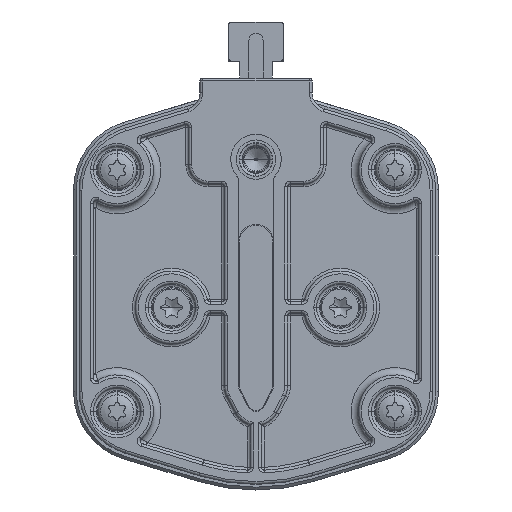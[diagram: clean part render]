
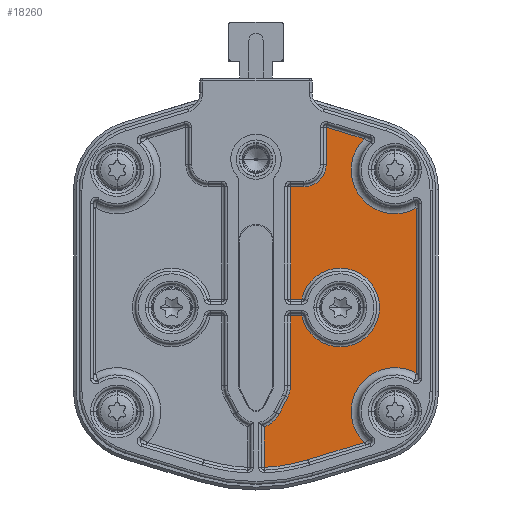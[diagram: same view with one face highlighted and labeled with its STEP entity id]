
A CAD part, front view. The second image highlights one B-rep face of the part: STEP entity #18260.
In plain terms, the highlighted face is planar.
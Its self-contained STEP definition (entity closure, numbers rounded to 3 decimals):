
#10192=CARTESIAN_POINT('',(19.263,-27.043,2.9));
#10213=CARTESIAN_POINT('',(24.75,-21.5,2.9));
#10214=DIRECTION('',(0.,0.,-1.));
#10215=DIRECTION('',(-0.703,-0.711,0.));
#10216=AXIS2_PLACEMENT_3D('',#10213,#10214,#10215);
#10296=DIRECTION('',(-0.956,-0.293,0.));
#10297=VECTOR('',#10296,10.495);
#10298=CARTESIAN_POINT('',(19.263,-27.043,2.9));
#10299=LINE('',#10298,#10297);
#10303=CARTESIAN_POINT('',(0.,0.,2.9));
#10304=DIRECTION('',(0.,0.,-1.));
#10305=DIRECTION('',(0.293,-0.956,0.));
#10306=AXIS2_PLACEMENT_3D('',#10303,#10304,#10305);
#10311=DIRECTION('',(0.,1.,0.));
#10312=VECTOR('',#10311,7.216);
#10313=CARTESIAN_POINT('',(1.5,-31.464,2.9));
#10314=LINE('',#10313,#10312);
#10318=CARTESIAN_POINT('',(0.,-19.9,2.9));
#10319=DIRECTION('',(0.,0.,1.));
#10320=DIRECTION('',(0.326,-0.945,0.));
#10321=AXIS2_PLACEMENT_3D('',#10318,#10319,#10320);
#10326=DIRECTION('',(0.459,0.888,0.));
#10327=VECTOR('',#10326,3.377);
#10328=CARTESIAN_POINT('',(4.087,-22.011,2.9));
#10329=LINE('',#10328,#10327);
#10333=CARTESIAN_POINT('',(1.55,-16.9,2.9));
#10334=DIRECTION('',(0.,0.,1.));
#10335=DIRECTION('',(0.888,-0.459,0.));
#10336=AXIS2_PLACEMENT_3D('',#10333,#10334,#10335);
#10341=DIRECTION('',(0.,1.,0.));
#10342=VECTOR('',#10341,12.4);
#10343=CARTESIAN_POINT('',(6.15,-16.9,2.9));
#10344=LINE('',#10343,#10342);
#10348=DIRECTION('',(1.,0.,0.));
#10349=VECTOR('',#10348,2.013);
#10350=CARTESIAN_POINT('',(6.15,-4.5,2.9));
#10351=LINE('',#10350,#10349);
#10355=CARTESIAN_POINT('',(15.,-3.,2.9));
#10356=DIRECTION('',(0.,0.,1.));
#10357=DIRECTION('',(-0.977,-0.214,0.));
#10358=AXIS2_PLACEMENT_3D('',#10355,#10356,#10357);
#10363=DIRECTION('',(-1.,0.,0.));
#10364=VECTOR('',#10363,2.013);
#10365=CARTESIAN_POINT('',(8.163,-1.5,2.9));
#10366=LINE('',#10365,#10364);
#10370=DIRECTION('',(0.,1.,0.));
#10371=VECTOR('',#10370,20.);
#10372=CARTESIAN_POINT('',(6.15,-1.5,2.9));
#10373=LINE('',#10372,#10371);
#10377=DIRECTION('',(1.,0.,0.));
#10378=VECTOR('',#10377,2.35);
#10379=CARTESIAN_POINT('',(6.15,18.5,2.9));
#10380=LINE('',#10379,#10378);
#10384=CARTESIAN_POINT('',(8.5,22.5,2.9));
#10385=DIRECTION('',(0.,0.,1.));
#10386=DIRECTION('',(0.,-1.,0.));
#10387=AXIS2_PLACEMENT_3D('',#10384,#10385,#10386);
#10392=DIRECTION('',(0.,1.,0.));
#10393=VECTOR('',#10392,6.615);
#10394=CARTESIAN_POINT('',(12.5,22.5,2.9));
#10395=LINE('',#10394,#10393);
#10399=DIRECTION('',(0.,-1.,0.));
#10400=VECTOR('',#10399,29.321);
#10401=CARTESIAN_POINT('',(28.5,14.661,2.9));
#10402=LINE('',#10401,#10400);
#11050=CARTESIAN_POINT('',(19.263,27.043,2.9));
#11071=DIRECTION('',(-0.956,0.293,0.));
#11072=VECTOR('',#11071,7.073);
#11073=CARTESIAN_POINT('',(19.263,27.043,2.9));
#11074=LINE('',#11073,#11072);
#11390=CARTESIAN_POINT('',(28.5,-14.661,2.9));
#11411=CARTESIAN_POINT('',(28.5,14.661,2.9));
#11449=CARTESIAN_POINT('',(24.75,21.5,2.9));
#11450=DIRECTION('',(0.,0.,-1.));
#11451=DIRECTION('',(0.481,-0.877,0.));
#11452=AXIS2_PLACEMENT_3D('',#11449,#11450,#11451);
#13407=CARTESIAN_POINT('',(1.5,-24.249,2.9));
#13408=CARTESIAN_POINT('',(4.087,-22.011,2.9));
#13409=VERTEX_POINT('',#13407);
#13410=VERTEX_POINT('',#13408);
#13411=CARTESIAN_POINT('',(1.5,-31.464,2.9));
#13412=VERTEX_POINT('',#13411);
#13417=CARTESIAN_POINT('',(9.228,-30.118,2.9));
#13418=VERTEX_POINT('',#13417);
#13425=CARTESIAN_POINT('',(12.5,22.5,2.9));
#13426=CARTESIAN_POINT('',(12.5,29.115,2.9));
#13427=VERTEX_POINT('',#13425);
#13428=VERTEX_POINT('',#13426);
#13431=CARTESIAN_POINT('',(8.5,18.5,2.9));
#13432=VERTEX_POINT('',#13431);
#13435=CARTESIAN_POINT('',(6.15,18.5,2.9));
#13436=VERTEX_POINT('',#13435);
#13441=CARTESIAN_POINT('',(6.15,-1.5,2.9));
#13442=VERTEX_POINT('',#13441);
#13447=CARTESIAN_POINT('',(8.163,-1.5,2.9));
#13448=VERTEX_POINT('',#13447);
#13453=CARTESIAN_POINT('',(8.163,-4.5,2.9));
#13454=VERTEX_POINT('',#13453);
#13459=CARTESIAN_POINT('',(6.15,-4.5,2.9));
#13460=VERTEX_POINT('',#13459);
#13465=CARTESIAN_POINT('',(6.15,-16.9,2.9));
#13466=VERTEX_POINT('',#13465);
#13469=CARTESIAN_POINT('',(5.637,-19.011,2.9));
#13470=VERTEX_POINT('',#13469);
#13748=VERTEX_POINT('',#11411);
#13759=VERTEX_POINT('',#11050);
#13797=VERTEX_POINT('',#10192);
#13811=VERTEX_POINT('',#11390);
#18218=CARTESIAN_POINT('',(0.,0.,2.9));
#18219=DIRECTION('',(0.,0.,1.));
#18220=DIRECTION('',(1.,0.,0.));
#18221=AXIS2_PLACEMENT_3D('',#18218,#18219,#18220);
#18222=PLANE('',#18221);
#18224=ORIENTED_EDGE('',*,*,#18223,.T.);
#18226=ORIENTED_EDGE('',*,*,#18225,.T.);
#18228=ORIENTED_EDGE('',*,*,#18227,.T.);
#18230=ORIENTED_EDGE('',*,*,#18229,.T.);
#18232=ORIENTED_EDGE('',*,*,#18231,.T.);
#18234=ORIENTED_EDGE('',*,*,#18233,.T.);
#18236=ORIENTED_EDGE('',*,*,#18235,.T.);
#18238=ORIENTED_EDGE('',*,*,#18237,.T.);
#18240=ORIENTED_EDGE('',*,*,#18239,.T.);
#18242=ORIENTED_EDGE('',*,*,#18241,.T.);
#18244=ORIENTED_EDGE('',*,*,#18243,.T.);
#18246=ORIENTED_EDGE('',*,*,#18245,.T.);
#18248=ORIENTED_EDGE('',*,*,#18247,.T.);
#18250=ORIENTED_EDGE('',*,*,#18249,.T.);
#18252=ORIENTED_EDGE('',*,*,#18251,.F.);
#18254=ORIENTED_EDGE('',*,*,#18253,.F.);
#18256=ORIENTED_EDGE('',*,*,#18255,.T.);
#18257=ORIENTED_EDGE('',*,*,#18200,.F.);
#18258=EDGE_LOOP('',(#18224,#18226,#18228,#18230,#18232,#18234,#18236,#18238,
#18240,#18242,#18244,#18246,#18248,#18250,#18252,#18254,#18256,#18257));
#18259=FACE_OUTER_BOUND('',#18258,.F.);
#10217=CIRCLE('',#10216,7.8);
#10307=CIRCLE('',#10306,31.5);
#10322=CIRCLE('',#10321,4.6);
#10337=CIRCLE('',#10336,4.6);
#10359=CIRCLE('',#10358,7.);
#10388=CIRCLE('',#10387,4.);
#11453=CIRCLE('',#11452,7.8);
#18200=EDGE_CURVE('',#13797,#13811,#10217,.T.);
#18223=EDGE_CURVE('',#13797,#13418,#10299,.T.);
#18225=EDGE_CURVE('',#13418,#13412,#10307,.T.);
#18227=EDGE_CURVE('',#13412,#13409,#10314,.T.);
#18229=EDGE_CURVE('',#13409,#13410,#10322,.T.);
#18231=EDGE_CURVE('',#13410,#13470,#10329,.T.);
#18233=EDGE_CURVE('',#13470,#13466,#10337,.T.);
#18235=EDGE_CURVE('',#13466,#13460,#10344,.T.);
#18237=EDGE_CURVE('',#13460,#13454,#10351,.T.);
#18239=EDGE_CURVE('',#13454,#13448,#10359,.T.);
#18241=EDGE_CURVE('',#13448,#13442,#10366,.T.);
#18243=EDGE_CURVE('',#13442,#13436,#10373,.T.);
#18245=EDGE_CURVE('',#13436,#13432,#10380,.T.);
#18247=EDGE_CURVE('',#13432,#13427,#10388,.T.);
#18249=EDGE_CURVE('',#13427,#13428,#10395,.T.);
#18251=EDGE_CURVE('',#13759,#13428,#11074,.T.);
#18253=EDGE_CURVE('',#13748,#13759,#11453,.T.);
#18255=EDGE_CURVE('',#13748,#13811,#10402,.T.);
#18260=ADVANCED_FACE('',(#18259),#18222,.T.);
